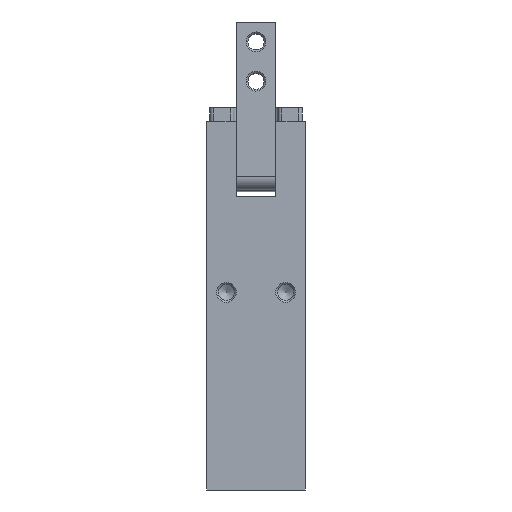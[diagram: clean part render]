
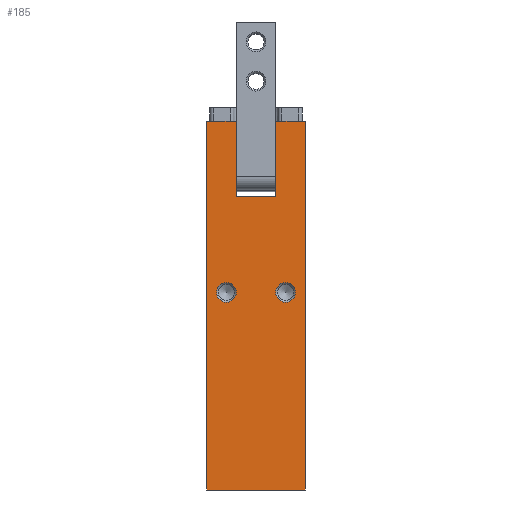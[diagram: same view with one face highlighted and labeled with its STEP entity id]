
A CAD part, left-side view. The second image highlights one B-rep face of the part: STEP entity #185.
In plain terms, the highlighted planar face has unit normal (-1, 0, 0).
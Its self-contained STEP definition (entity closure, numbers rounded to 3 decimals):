
#185 = ADVANCED_FACE( '', ( #337, #338, #339 ), #340, .F. );
#337 = FACE_BOUND( '', #702, .T. );
#338 = FACE_BOUND( '', #703, .T. );
#339 = FACE_OUTER_BOUND( '', #704, .T. );
#340 = PLANE( '', #705 );
#702 = EDGE_LOOP( '', ( #1166 ) );
#703 = EDGE_LOOP( '', ( #1167 ) );
#704 = EDGE_LOOP( '', ( #1168, #1169, #1170, #1171, #1172, #1173, #1174, #1175 ) );
#705 = AXIS2_PLACEMENT_3D( '', #1176, #1177, #1178 );
#1166 = ORIENTED_EDGE( '', *, *, #2265, .F. );
#1167 = ORIENTED_EDGE( '', *, *, #2266, .F. );
#1168 = ORIENTED_EDGE( '', *, *, #2267, .F. );
#1169 = ORIENTED_EDGE( '', *, *, #2268, .T. );
#1170 = ORIENTED_EDGE( '', *, *, #2269, .T. );
#1171 = ORIENTED_EDGE( '', *, *, #2270, .F. );
#1172 = ORIENTED_EDGE( '', *, *, #2227, .F. );
#1173 = ORIENTED_EDGE( '', *, *, #2271, .F. );
#1174 = ORIENTED_EDGE( '', *, *, #2272, .F. );
#1175 = ORIENTED_EDGE( '', *, *, #2273, .T. );
#1176 = CARTESIAN_POINT( '', ( -15., 7.5, 58. ) );
#1177 = DIRECTION( '', ( 1., 0., 0. ) );
#1178 = DIRECTION( '', ( 0., 0., -1. ) );
#2227 = EDGE_CURVE( '', #2621, #2623, #2624, .T. );
#2265 = EDGE_CURVE( '', #2698, #2698, #2699, .T. );
#2266 = EDGE_CURVE( '', #2700, #2700, #2701, .T. );
#2267 = EDGE_CURVE( '', #2702, #2703, #2704, .T. );
#2268 = EDGE_CURVE( '', #2702, #2705, #2706, .T. );
#2269 = EDGE_CURVE( '', #2705, #2707, #2708, .T. );
#2270 = EDGE_CURVE( '', #2623, #2707, #2709, .T. );
#2271 = EDGE_CURVE( '', #2710, #2621, #2711, .T. );
#2272 = EDGE_CURVE( '', #2712, #2710, #2713, .T. );
#2273 = EDGE_CURVE( '', #2712, #2703, #2714, .T. );
#2621 = VERTEX_POINT( '', #3223 );
#2623 = VERTEX_POINT( '', #3226 );
#2624 = LINE( '', #3227, #3228 );
#2698 = VERTEX_POINT( '', #3326 );
#2699 = CIRCLE( '', #3327, 1.5 );
#2700 = VERTEX_POINT( '', #3328 );
#2701 = CIRCLE( '', #3329, 1.5 );
#2702 = VERTEX_POINT( '', #3330 );
#2703 = VERTEX_POINT( '', #3331 );
#2704 = LINE( '', #3332, #3333 );
#2705 = VERTEX_POINT( '', #3334 );
#2706 = LINE( '', #3335, #3336 );
#2707 = VERTEX_POINT( '', #3337 );
#2708 = LINE( '', #3338, #3339 );
#2709 = LINE( '', #3340, #3341 );
#2710 = VERTEX_POINT( '', #3342 );
#2711 = LINE( '', #3343, #3344 );
#2712 = VERTEX_POINT( '', #3345 );
#2713 = LINE( '', #3346, #3347 );
#2714 = LINE( '', #3348, #3349 );
#3223 = CARTESIAN_POINT( '', ( -15., -3., 56. ) );
#3226 = CARTESIAN_POINT( '', ( -15., -7.5, 56. ) );
#3227 = CARTESIAN_POINT( '', ( -15., 15., 56. ) );
#3228 = VECTOR( '', #3979, 1000. );
#3326 = CARTESIAN_POINT( '', ( -15., -4.5, 31.5 ) );
#3327 = AXIS2_PLACEMENT_3D( '', #4043, #4044, #4045 );
#3328 = CARTESIAN_POINT( '', ( -15., 4.5, 31.5 ) );
#3329 = AXIS2_PLACEMENT_3D( '', #4046, #4047, #4048 );
#3330 = CARTESIAN_POINT( '', ( -15., 7.5, 56. ) );
#3331 = CARTESIAN_POINT( '', ( -15., 3., 56. ) );
#3332 = CARTESIAN_POINT( '', ( -15., 15., 56. ) );
#3333 = VECTOR( '', #4049, 1000. );
#3334 = CARTESIAN_POINT( '', ( -15., 7.5, 0. ) );
#3335 = CARTESIAN_POINT( '', ( -15., 7.5, 58. ) );
#3336 = VECTOR( '', #4050, 1000. );
#3337 = CARTESIAN_POINT( '', ( -15., -7.5, 0. ) );
#3338 = CARTESIAN_POINT( '', ( -15., 7.5, 0. ) );
#3339 = VECTOR( '', #4051, 1000. );
#3340 = CARTESIAN_POINT( '', ( -15., -7.5, 58. ) );
#3341 = VECTOR( '', #4052, 1000. );
#3342 = CARTESIAN_POINT( '', ( -15., -3., 44.5 ) );
#3343 = CARTESIAN_POINT( '', ( -15., -3., 44.5 ) );
#3344 = VECTOR( '', #4053, 1000. );
#3345 = CARTESIAN_POINT( '', ( -15., 3., 44.5 ) );
#3346 = CARTESIAN_POINT( '', ( -15., 3., 44.5 ) );
#3347 = VECTOR( '', #4054, 1000. );
#3348 = CARTESIAN_POINT( '', ( -15., 3., 44.5 ) );
#3349 = VECTOR( '', #4055, 1000. );
#3979 = DIRECTION( '', ( 0., -1., 0. ) );
#4043 = CARTESIAN_POINT( '', ( -15., -4.5, 30. ) );
#4044 = DIRECTION( '', ( -1., 0., 0. ) );
#4045 = DIRECTION( '', ( 0., 0., 1. ) );
#4046 = CARTESIAN_POINT( '', ( -15., 4.5, 30. ) );
#4047 = DIRECTION( '', ( -1., 0., 0. ) );
#4048 = DIRECTION( '', ( 0., 0., 1. ) );
#4049 = DIRECTION( '', ( 0., -1., 0. ) );
#4050 = DIRECTION( '', ( 0., 0., -1. ) );
#4051 = DIRECTION( '', ( 0., -1., 0. ) );
#4052 = DIRECTION( '', ( 0., 0., -1. ) );
#4053 = DIRECTION( '', ( 0., 0., 1. ) );
#4054 = DIRECTION( '', ( 0., -1., 0. ) );
#4055 = DIRECTION( '', ( 0., 0., 1. ) );
